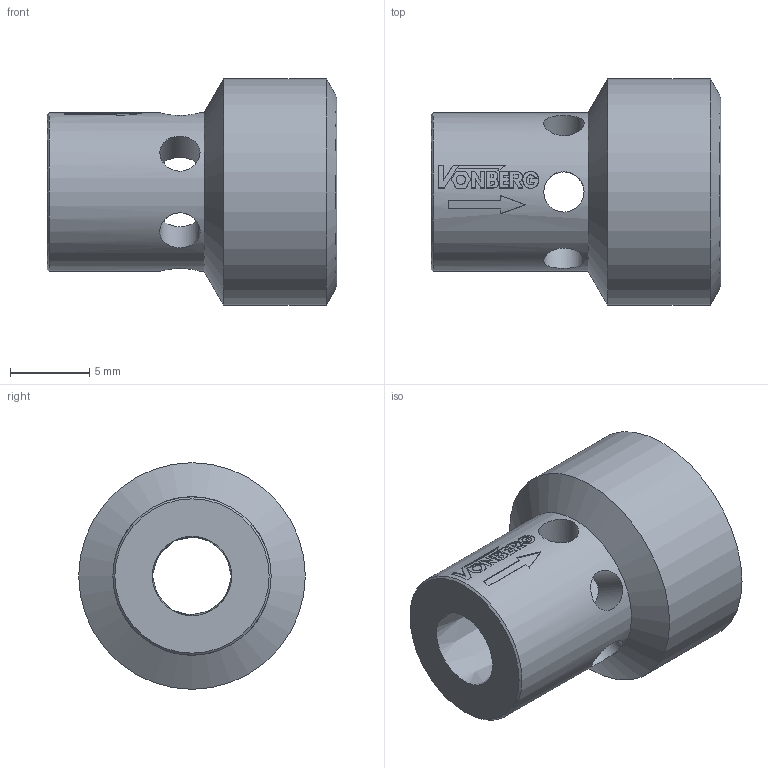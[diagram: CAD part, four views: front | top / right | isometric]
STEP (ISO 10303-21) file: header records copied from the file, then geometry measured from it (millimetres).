
FILE_DESCRIPTION((''),'2;1');
FILE_NAME('8506.stp','2015-02-17T16:24:53',('jml'),(''),'Autodesk Inventor 2010','Autodesk Inventor 2010','');
FILE_SCHEMA(('AUTOMOTIVE_DESIGN { 1 0 10303 214 1 1 1 1 }'));
Length unit declared in the file: inch
Products named in the file (1): 221067
Bounding box: 18.29 x 14.29 x 14.29 mm (x, y, z)
Volume: 1606.8 mm3; surface area: 1252 mm2
Topology: 1 solids, 1 shells, 133 faces, 364 edges, 240 vertices
Faces by surface type: plane 75, bspline 32, cylinder 21, cone 5
Full cylindrical faces by diameter (mm): 2.54 x6, 9.982 x1, 14.287 x1
Entity records: 9750 total; most frequent: CARTESIAN_POINT 6656, ORIENTED_EDGE 684, DIRECTION 462, EDGE_CURVE 342, VERTEX_POINT 233, EDGE_LOOP 169, AXIS2_PLACEMENT_3D 154, VECTOR 154
